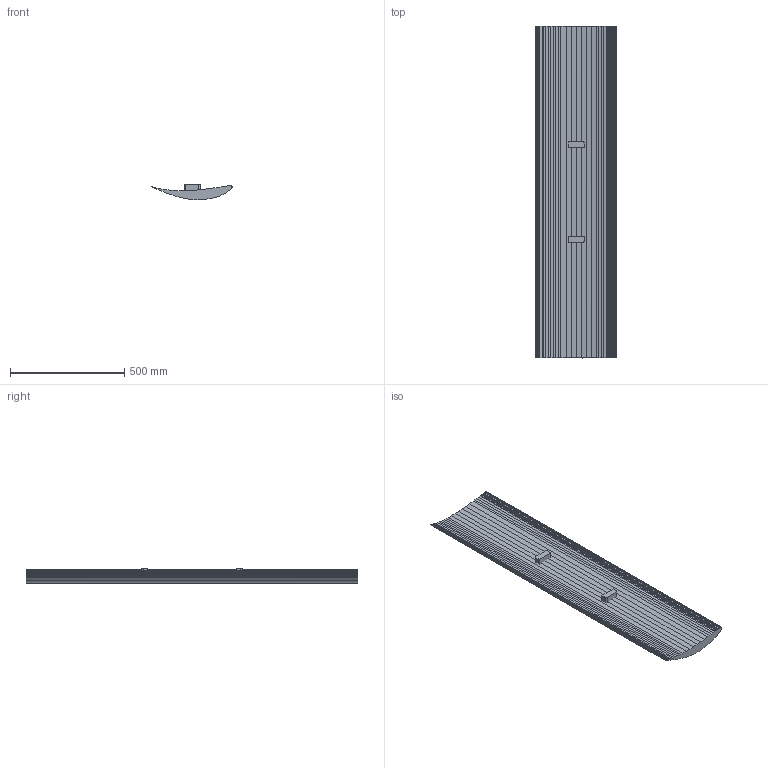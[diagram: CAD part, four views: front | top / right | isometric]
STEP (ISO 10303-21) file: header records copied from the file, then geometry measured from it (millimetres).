
FILE_DESCRIPTION(('CATIA V5 STEP Exchange'),'2;1');
FILE_NAME('Aileron1.1_avec_trous(positif).stp','2020-06-08T15:47:04+00:00',('none'),('none'),'CATIA Version 5 Release 19 SP 2 (IN-10)','CATIA V5 STEP AP203','none');
FILE_SCHEMA(('CONFIG_CONTROL_DESIGN'));
Length unit declared in the file: millimetre
Products named in the file (1): Produit19
Assembly tree (3 placements, depth 2):
  Produit19
    #58
    #3677  x2
Bounding box: 350 x 1450 x 67.52 mm (x, y, z)
Volume: 15053671.1 mm3; surface area: 1104434.2 mm2
Topology: 3 solids, 3 shells, 96 faces, 270 edges, 180 vertices
Faces by surface type: extrusion 78, plane 14, cylinder 4
Entity records: 3916 total; most frequent: CARTESIAN_POINT 1828, ORIENTED_EDGE 504, EDGE_CURVE 252, B_SPLINE_CURVE_WITH_KNOTS 234, DIRECTION 206, VECTOR 170, VERTEX_POINT 168, LINE 92
